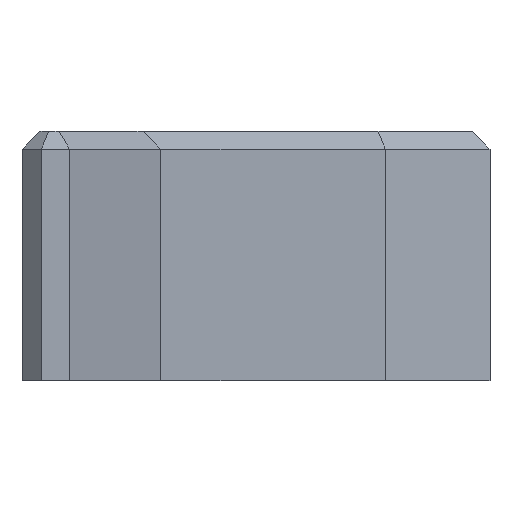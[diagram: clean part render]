
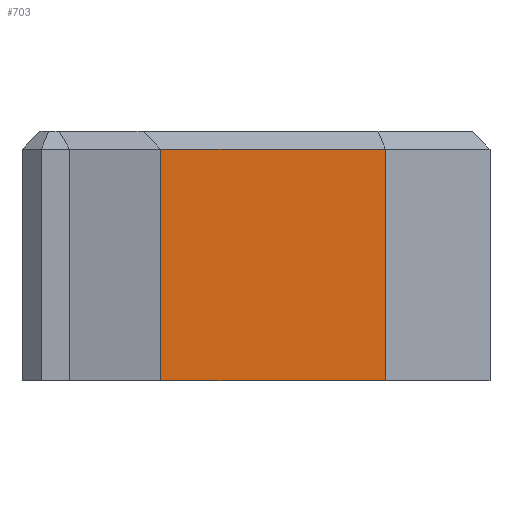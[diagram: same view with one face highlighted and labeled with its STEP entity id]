
A CAD part, front view. The second image highlights one B-rep face of the part: STEP entity #703.
In plain terms, the highlighted planar face has unit normal (0, -1, 0).
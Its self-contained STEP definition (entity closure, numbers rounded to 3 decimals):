
#70=FACE_OUTER_BOUND('',#111,.T.);
#111=EDGE_LOOP('',(#602,#603,#604,#605));
#157=LINE('',#1043,#244);
#180=LINE('',#1102,#267);
#200=LINE('',#1143,#287);
#202=LINE('',#1146,#289);
#244=VECTOR('',#843,10.);
#267=VECTOR('',#904,10.);
#287=VECTOR('',#946,10.);
#289=VECTOR('',#950,10.);
#317=VERTEX_POINT('',#1036);
#319=VERTEX_POINT('',#1042);
#336=VERTEX_POINT('',#1100);
#346=VERTEX_POINT('',#1142);
#388=EDGE_CURVE('',#319,#317,#157,.T.);
#417=EDGE_CURVE('',#336,#319,#180,.T.);
#437=EDGE_CURVE('',#346,#317,#200,.T.);
#439=EDGE_CURVE('',#336,#346,#202,.T.);
#602=ORIENTED_EDGE('',*,*,#388,.F.);
#603=ORIENTED_EDGE('',*,*,#417,.F.);
#604=ORIENTED_EDGE('',*,*,#439,.T.);
#605=ORIENTED_EDGE('',*,*,#437,.T.);
#662=PLANE('',#765);
#703=ADVANCED_FACE('',(#70),#662,.T.);
#765=AXIS2_PLACEMENT_3D('',#1145,#948,#949);
#843=DIRECTION('',(1.,0.,0.));
#904=DIRECTION('',(0.,0.,1.));
#946=DIRECTION('',(0.,0.,1.));
#948=DIRECTION('center_axis',(0.,-1.,0.));
#949=DIRECTION('ref_axis',(1.,0.,0.));
#950=DIRECTION('',(1.,0.,0.));
#1036=CARTESIAN_POINT('',(168.811,-65.15,19.85));
#1042=CARTESIAN_POINT('',(156.2,-65.15,19.85));
#1043=CARTESIAN_POINT('',(158.872,-65.15,19.85));
#1100=CARTESIAN_POINT('',(156.2,-65.15,6.85));
#1102=CARTESIAN_POINT('',(156.2,-65.15,6.85));
#1142=CARTESIAN_POINT('',(168.811,-65.15,6.85));
#1143=CARTESIAN_POINT('',(168.811,-65.15,6.85));
#1145=CARTESIAN_POINT('Origin',(156.2,-65.15,6.85));
#1146=CARTESIAN_POINT('',(156.2,-65.15,6.85));
